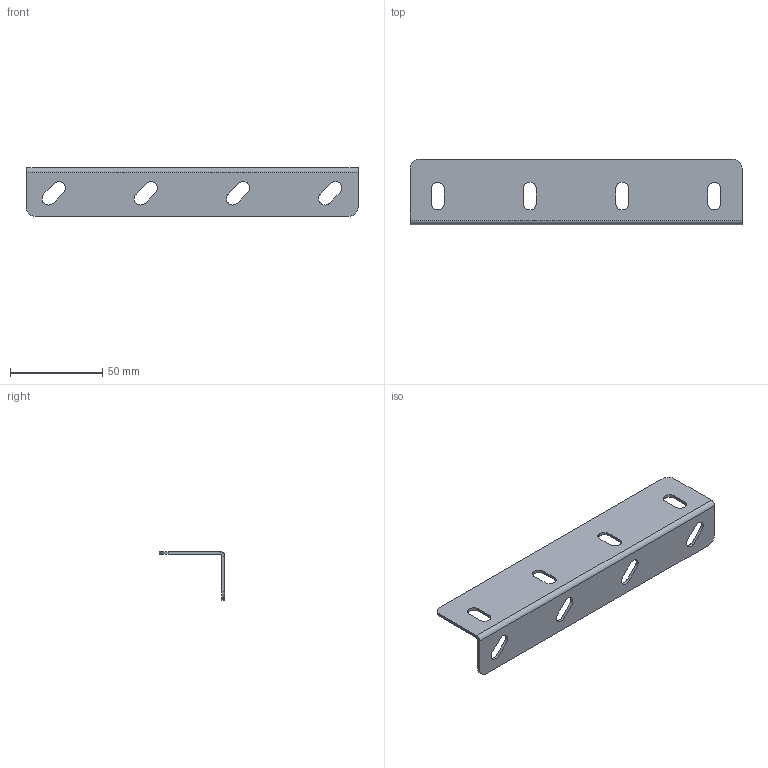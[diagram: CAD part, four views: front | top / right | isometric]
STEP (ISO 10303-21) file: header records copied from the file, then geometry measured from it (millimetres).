
FILE_DESCRIPTION (( 'STEP AP203' ), '1' );
FILE_NAME ('ÊÈÂÀ 200.00.12 Ïëàñòèíà ñîåäèíèòåëüíàÿ óñèëåííàÿ_h50 (1,5 ìì).step', '2022-07-15T12:17:00', ( '' ), ( '' ), 'SwSTEP 2.0', 'SolidWorks 2022', '' );
FILE_SCHEMA (( 'CONFIG_CONTROL_DESIGN' ));
Length unit declared in the file: millimetre
Products named in the file (1): КИВА 200.00.12 Пластина соединительная усиленная_h50  (1,5 мм)
Bounding box: 180 x 35.5 x 26.5 mm (x, y, z)
Volume: 14966.2 mm3; surface area: 21117.2 mm2
Topology: 1 solids, 1 shells, 54 faces, 148 edges, 96 vertices
Faces by surface type: plane 28, cylinder 26
Entity records: 1829 total; most frequent: DIRECTION 310, CARTESIAN_POINT 299, ORIENTED_EDGE 296, EDGE_CURVE 148, AXIS2_PLACEMENT_3D 107, VERTEX_POINT 96, VECTOR 96, LINE 96
